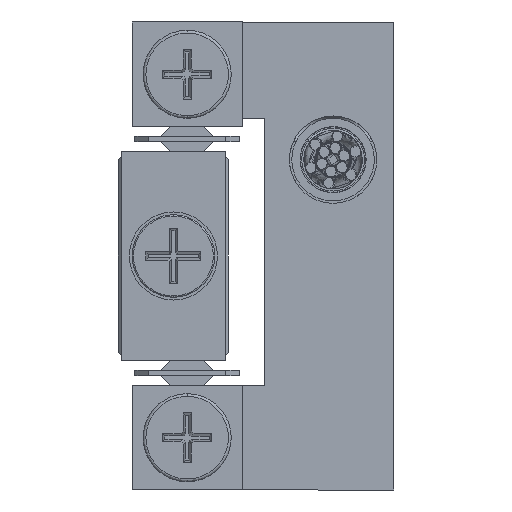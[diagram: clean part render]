
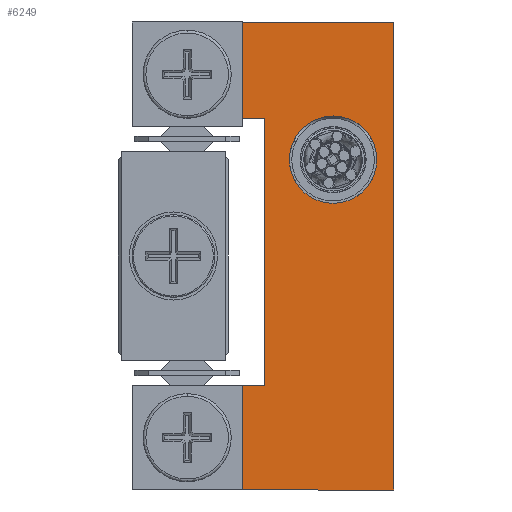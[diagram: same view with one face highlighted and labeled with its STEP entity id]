
A CAD part, left-side view. The second image highlights one B-rep face of the part: STEP entity #6249.
In plain terms, the highlighted planar face has unit normal (-1, 0, 0).
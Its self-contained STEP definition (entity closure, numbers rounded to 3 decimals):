
#55 = ORIENTED_EDGE ( 'NONE', *, *, #46441, .T. ) ;
#102 = LINE ( 'NONE', #37906, #58633 ) ;
#1414 = CARTESIAN_POINT ( 'NONE',  ( -40., 5.5, -10. ) ) ;
#1424 = EDGE_LOOP ( 'NONE', ( #24123, #55, #12704, #22218, #46089, #54514, #52319, #8609 ) ) ;
#1721 = DIRECTION ( 'NONE',  ( 0., 0., -1. ) ) ;
#1918 = CARTESIAN_POINT ( 'NONE',  ( -40., 5.5, -8.7 ) ) ;
#3492 = VECTOR ( 'NONE', #46187, 1000. ) ;
#3566 = EDGE_CURVE ( 'NONE', #48454, #46136, #46806, .T. ) ;
#3769 = LINE ( 'NONE', #40946, #5080 ) ;
#5080 = VECTOR ( 'NONE', #46529, 1000. ) ;
#5721 = VERTEX_POINT ( 'NONE', #12067 ) ;
#6098 = DIRECTION ( 'NONE',  ( -1., 0., 0. ) ) ;
#6249 = ADVANCED_FACE ( 'NONE', ( #20310, #6696 ), #58106, .F. ) ;
#6453 = DIRECTION ( 'NONE',  ( 0., -1., 0. ) ) ;
#6696 = FACE_OUTER_BOUND ( 'NONE', #1424, .T. ) ;
#6788 = DIRECTION ( 'NONE',  ( 0., 0., 1. ) ) ;
#6906 = LINE ( 'NONE', #59527, #29798 ) ;
#8609 = ORIENTED_EDGE ( 'NONE', *, *, #17686, .T. ) ;
#9296 = CIRCLE ( 'NONE', #10289, 1.587 ) ;
#10206 = VERTEX_POINT ( 'NONE', #41489 ) ;
#10289 = AXIS2_PLACEMENT_3D ( 'NONE', #39931, #58515, #6788 ) ;
#12067 = CARTESIAN_POINT ( 'NONE',  ( -40., 5.5, 8.3 ) ) ;
#12547 = VERTEX_POINT ( 'NONE', #34454 ) ;
#12704 = ORIENTED_EDGE ( 'NONE', *, *, #19838, .T. ) ;
#13470 = EDGE_LOOP ( 'NONE', ( #47535, #31828 ) ) ;
#15386 = CARTESIAN_POINT ( 'NONE',  ( -40., 2.2, 3.3 ) ) ;
#15809 = EDGE_CURVE ( 'NONE', #59705, #10206, #60642, .T. ) ;
#16684 = LINE ( 'NONE', #59430, #57422 ) ;
#17686 = EDGE_CURVE ( 'NONE', #30155, #12547, #16684, .T. ) ;
#19082 = AXIS2_PLACEMENT_3D ( 'NONE', #15386, #6098, #49453 ) ;
#19156 = EDGE_CURVE ( 'NONE', #48454, #5721, #23071, .T. ) ;
#19838 = EDGE_CURVE ( 'NONE', #51109, #32148, #6906, .T. ) ;
#20066 = CARTESIAN_POINT ( 'NONE',  ( -40., 5.5, -8.7 ) ) ;
#20286 = EDGE_CURVE ( 'NONE', #34560, #12547, #3769, .T. ) ;
#20310 = FACE_BOUND ( 'NONE', #13470, .T. ) ;
#20518 = DIRECTION ( 'NONE',  ( 0., 0., 1. ) ) ;
#20541 = CARTESIAN_POINT ( 'NONE',  ( -40., 5.5, 4.8 ) ) ;
#22218 = ORIENTED_EDGE ( 'NONE', *, *, #41423, .T. ) ;
#23071 = LINE ( 'NONE', #32981, #37679 ) ;
#24123 = ORIENTED_EDGE ( 'NONE', *, *, #20286, .F. ) ;
#25999 = DIRECTION ( 'NONE',  ( 0., 1., 0. ) ) ;
#26366 = VECTOR ( 'NONE', #6453, 1000. ) ;
#26720 = VECTOR ( 'NONE', #28124, 1000. ) ;
#27510 = LINE ( 'NONE', #42681, #26720 ) ;
#28124 = DIRECTION ( 'NONE',  ( 0., 0., -1. ) ) ;
#28158 = CARTESIAN_POINT ( 'NONE',  ( -40., 0., 8.3 ) ) ;
#29798 = VECTOR ( 'NONE', #20518, 1000. ) ;
#30155 = VERTEX_POINT ( 'NONE', #50549 ) ;
#31828 = ORIENTED_EDGE ( 'NONE', *, *, #39212, .F. ) ;
#32148 = VERTEX_POINT ( 'NONE', #28158 ) ;
#32981 = CARTESIAN_POINT ( 'NONE',  ( -40., 5.5, -10. ) ) ;
#34454 = CARTESIAN_POINT ( 'NONE',  ( -40., 5.5, -4.9 ) ) ;
#34560 = VERTEX_POINT ( 'NONE', #1918 ) ;
#37679 = VECTOR ( 'NONE', #41359, 1000. ) ;
#37906 = CARTESIAN_POINT ( 'NONE',  ( -40., 5.5, 8.3 ) ) ;
#39212 = EDGE_CURVE ( 'NONE', #10206, #59705, #9296, .T. ) ;
#39931 = CARTESIAN_POINT ( 'NONE',  ( -40., 2.2, 3.3 ) ) ;
#40946 = CARTESIAN_POINT ( 'NONE',  ( -40., 5.5, -10. ) ) ;
#41359 = DIRECTION ( 'NONE',  ( 0., 0., 1. ) ) ;
#41423 = EDGE_CURVE ( 'NONE', #32148, #5721, #102, .T. ) ;
#41489 = CARTESIAN_POINT ( 'NONE',  ( -40., 2.2, 1.712 ) ) ;
#42681 = CARTESIAN_POINT ( 'NONE',  ( -40., 4.7, 4.8 ) ) ;
#43563 = DIRECTION ( 'NONE',  ( 1., 0., 0. ) ) ;
#46089 = ORIENTED_EDGE ( 'NONE', *, *, #19156, .F. ) ;
#46136 = VERTEX_POINT ( 'NONE', #47072 ) ;
#46187 = DIRECTION ( 'NONE',  ( 0., -1., 0. ) ) ;
#46441 = EDGE_CURVE ( 'NONE', #34560, #51109, #54145, .T. ) ;
#46529 = DIRECTION ( 'NONE',  ( 0., 0., 1. ) ) ;
#46624 = CARTESIAN_POINT ( 'NONE',  ( -40., 0., -8.7 ) ) ;
#46806 = LINE ( 'NONE', #60116, #3492 ) ;
#47072 = CARTESIAN_POINT ( 'NONE',  ( -40., 4.7, 4.8 ) ) ;
#47535 = ORIENTED_EDGE ( 'NONE', *, *, #15809, .F. ) ;
#48454 = VERTEX_POINT ( 'NONE', #20541 ) ;
#49453 = DIRECTION ( 'NONE',  ( 0., 0., 1. ) ) ;
#50549 = CARTESIAN_POINT ( 'NONE',  ( -40., 4.7, -4.9 ) ) ;
#51109 = VERTEX_POINT ( 'NONE', #46624 ) ;
#52319 = ORIENTED_EDGE ( 'NONE', *, *, #56221, .T. ) ;
#54145 = LINE ( 'NONE', #20066, #26366 ) ;
#54514 = ORIENTED_EDGE ( 'NONE', *, *, #3566, .T. ) ;
#55732 = AXIS2_PLACEMENT_3D ( 'NONE', #1414, #43563, #1721 ) ;
#56221 = EDGE_CURVE ( 'NONE', #46136, #30155, #27510, .T. ) ;
#56679 = CARTESIAN_POINT ( 'NONE',  ( -40., 2.2, 4.887 ) ) ;
#56791 = DIRECTION ( 'NONE',  ( 0., 1., 0. ) ) ;
#57422 = VECTOR ( 'NONE', #25999, 1000. ) ;
#58106 = PLANE ( 'NONE',  #55732 ) ;
#58515 = DIRECTION ( 'NONE',  ( -1., 0., 0. ) ) ;
#58633 = VECTOR ( 'NONE', #56791, 1000. ) ;
#59430 = CARTESIAN_POINT ( 'NONE',  ( -40., 5.5, -4.9 ) ) ;
#59527 = CARTESIAN_POINT ( 'NONE',  ( -40., 0., -10. ) ) ;
#59705 = VERTEX_POINT ( 'NONE', #56679 ) ;
#60116 = CARTESIAN_POINT ( 'NONE',  ( -40., 5.5, 4.8 ) ) ;
#60642 = CIRCLE ( 'NONE', #19082, 1.587 ) ;
